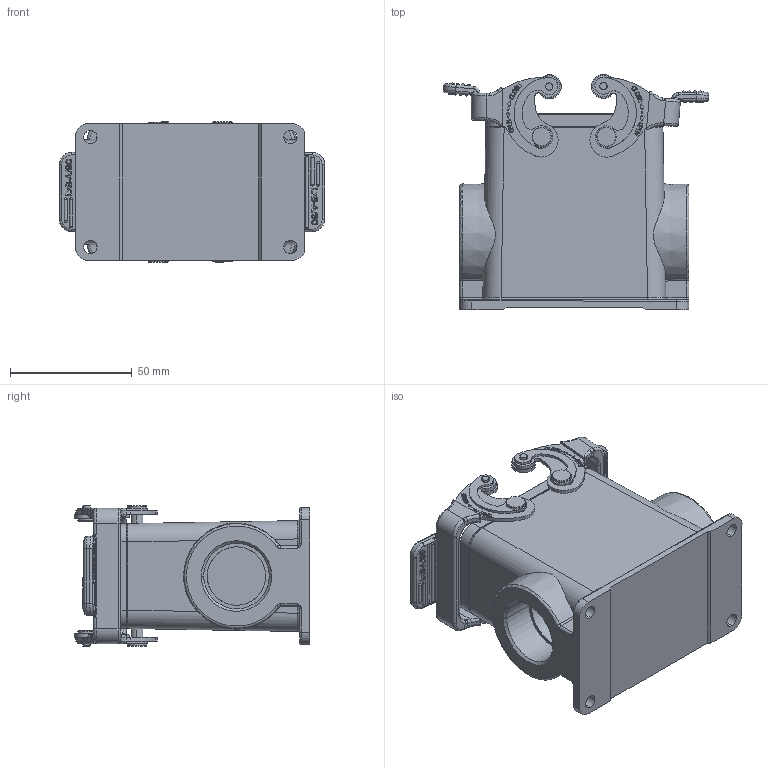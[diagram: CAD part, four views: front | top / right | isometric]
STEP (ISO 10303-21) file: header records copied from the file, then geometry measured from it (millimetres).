
FILE_DESCRIPTION((''),'2;1');
FILE_NAME('3D_HV10B-SFH-2L_SC-PG21_V1_0','2017-09-28T',('dm.li'),(''),'PRO/ENGINEER BY PARAMETRIC TECHNOLOGY CORPORATION, 2012480','PRO/ENGINEER BY PARAMETRIC TECHNOLOGY CORPORATION, 2012480','');
FILE_SCHEMA(('AUTOMOTIVE_DESIGN { 1 0 10303 214 1 1 1 1 }'));
Products named in the file (1): 3D_HV10B-SFH-2L_SC-PG21_V1_0
Bounding box: 108.78 x 96.51 x 57.45 mm (x, y, z)
Volume: 149907.8 mm3; surface area: 61188 mm2
Topology: 1 solids, 7 shells, 1456 faces, 3936 edges, 2627 vertices
Faces by surface type: plane 676, cylinder 362, extrusion 160, bspline 94, torus 78, cone 54, sphere 32
Entity records: 61049 total; most frequent: CARTESIAN_POINT 16323, ORIENTED_EDGE 7836, DIRECTION 6936, EDGE_CURVE 3926, VERTEX_POINT 2627, AXIS2_PLACEMENT_3D 2356, VECTOR 2224, LINE 2064
